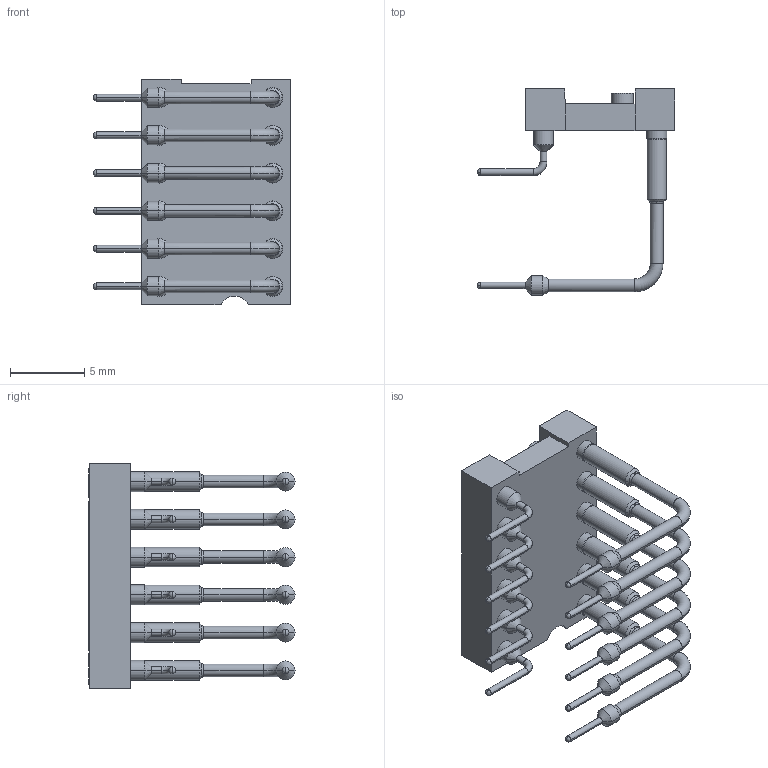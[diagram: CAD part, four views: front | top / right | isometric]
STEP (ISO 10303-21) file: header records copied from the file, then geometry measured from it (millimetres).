
FILE_DESCRIPTION(('STEP AP203'),'1');
FILE_NAME('dil_socket_299-87-312-10-001101.stp','2020-11-23T02:20:29',('TraceParts'),('TraceParts S.A.'),'Spatial InterOp 3D',' ',' ');
FILE_SCHEMA(('CONFIG_CONTROL_DESIGN'));
Length unit declared in the file: millimetre
Products named in the file (1): 1
Bounding box: 13.26 x 13.86 x 15.2 mm (x, y, z)
Volume: 426.5 mm3; surface area: 1135.2 mm2
Topology: 1 solids, 1 shells, 580 faces, 1348 edges, 772 vertices
Faces by surface type: cone 228, cylinder 209, plane 83, torus 48, sphere 12
Entity records: 16322 total; most frequent: DIRECTION 3204, CARTESIAN_POINT 2845, ORIENTED_EDGE 2600, AXIS2_PLACEMENT_3D 1371, EDGE_CURVE 1300, VERTEX_POINT 772, CIRCLE 742, EDGE_LOOP 630
